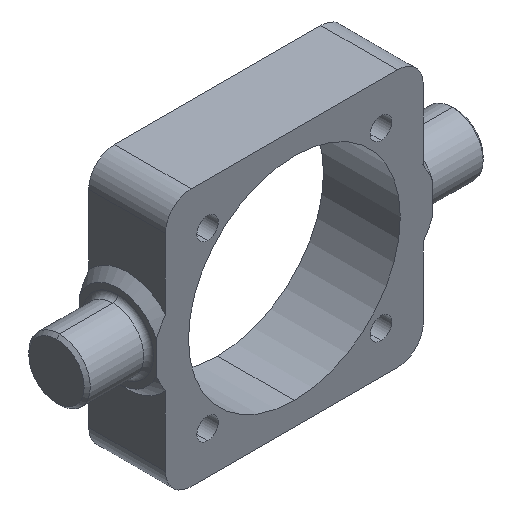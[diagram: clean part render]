
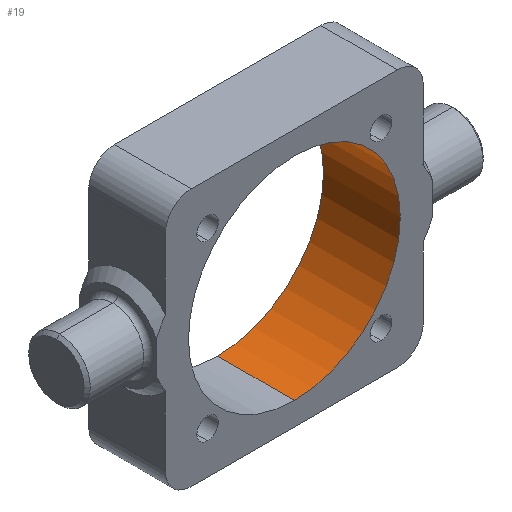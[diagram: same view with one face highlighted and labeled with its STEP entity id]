
A CAD part, isometric view. The second image highlights one B-rep face of the part: STEP entity #19.
In plain terms, the highlighted cylindrical face has radius 34.5 mm (diameter 69 mm), a partial arc.
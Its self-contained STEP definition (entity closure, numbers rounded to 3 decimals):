
#19 = ADVANCED_FACE ( 'NONE', ( #465 ), #1297, .F. ) ;
#53 = EDGE_CURVE ( 'NONE', #809, #749, #782, .T. ) ;
#165 = CARTESIAN_POINT ( 'NONE',  ( 0., 25., 0. ) ) ;
#280 = DIRECTION ( 'NONE',  ( 0., 0., -1. ) ) ;
#289 = VECTOR ( 'NONE', #990, 1000. ) ;
#345 = CARTESIAN_POINT ( 'NONE',  ( 0., 25., 34.5 ) ) ;
#355 = LINE ( 'NONE', #691, #289 ) ;
#363 = AXIS2_PLACEMENT_3D ( 'NONE', #954, #395, #1206 ) ;
#395 = DIRECTION ( 'NONE',  ( 0., 1., 0. ) ) ;
#435 = EDGE_LOOP ( 'NONE', ( #912, #838, #554, #1266 ) ) ;
#464 = VECTOR ( 'NONE', #1064, 1000. ) ;
#465 = FACE_OUTER_BOUND ( 'NONE', #435, .T. ) ;
#554 = ORIENTED_EDGE ( 'NONE', *, *, #1396, .T. ) ;
#659 = AXIS2_PLACEMENT_3D ( 'NONE', #1120, #1124, #1128 ) ;
#691 = CARTESIAN_POINT ( 'NONE',  ( 0., 25., -34.5 ) ) ;
#727 = EDGE_CURVE ( 'NONE', #1304, #809, #1377, .T. ) ;
#749 = VERTEX_POINT ( 'NONE', #1458 ) ;
#782 = CIRCLE ( 'NONE', #363, 34.5 ) ;
#809 = VERTEX_POINT ( 'NONE', #1001 ) ;
#838 = ORIENTED_EDGE ( 'NONE', *, *, #1421, .T. ) ;
#849 = CIRCLE ( 'NONE', #659, 34.5 ) ;
#912 = ORIENTED_EDGE ( 'NONE', *, *, #727, .F. ) ;
#954 = CARTESIAN_POINT ( 'NONE',  ( 0., 0., 0. ) ) ;
#990 = DIRECTION ( 'NONE',  ( 0., -1., 0. ) ) ;
#1001 = CARTESIAN_POINT ( 'NONE',  ( 0., 0., 34.5 ) ) ;
#1064 = DIRECTION ( 'NONE',  ( 0., -1., 0. ) ) ;
#1075 = DIRECTION ( 'NONE',  ( 0., -1., 0. ) ) ;
#1083 = CARTESIAN_POINT ( 'NONE',  ( 0., 25., -34.5 ) ) ;
#1120 = CARTESIAN_POINT ( 'NONE',  ( 0., 25., 0. ) ) ;
#1124 = DIRECTION ( 'NONE',  ( 0., 1., 0. ) ) ;
#1128 = DIRECTION ( 'NONE',  ( 0., 0., 1. ) ) ;
#1206 = DIRECTION ( 'NONE',  ( 0., 0., 1. ) ) ;
#1266 = ORIENTED_EDGE ( 'NONE', *, *, #53, .F. ) ;
#1297 = CYLINDRICAL_SURFACE ( 'NONE', #1413, 34.5 ) ;
#1302 = VERTEX_POINT ( 'NONE', #1083 ) ;
#1304 = VERTEX_POINT ( 'NONE', #1391 ) ;
#1377 = LINE ( 'NONE', #345, #464 ) ;
#1391 = CARTESIAN_POINT ( 'NONE',  ( 0., 25., 34.5 ) ) ;
#1396 = EDGE_CURVE ( 'NONE', #1302, #749, #355, .T. ) ;
#1413 = AXIS2_PLACEMENT_3D ( 'NONE', #165, #1075, #280 ) ;
#1421 = EDGE_CURVE ( 'NONE', #1304, #1302, #849, .T. ) ;
#1458 = CARTESIAN_POINT ( 'NONE',  ( 0., 0., -34.5 ) ) ;
